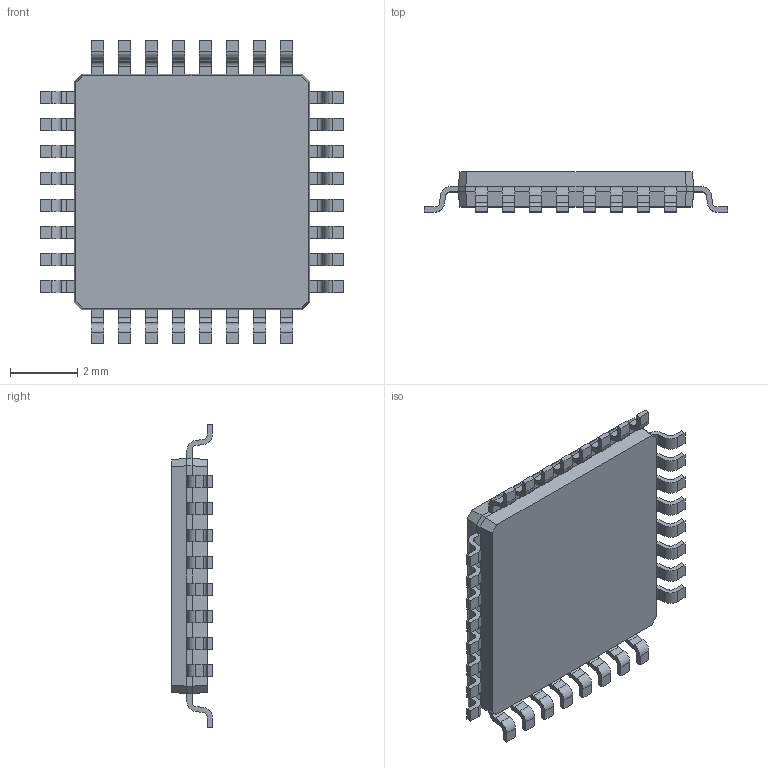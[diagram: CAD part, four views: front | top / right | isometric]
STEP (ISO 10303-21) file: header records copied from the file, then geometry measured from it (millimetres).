
FILE_DESCRIPTION (( 'STEP AP214' ), '1' );
FILE_NAME ('C32+3.STEP', '2020-12-01T08:52:47', ( '' ), ( '' ), 'SwSTEP 2.0', 'SolidWorks 2018', '' );
FILE_SCHEMA (( 'AUTOMOTIVE_DESIGN' ));
Length unit declared in the file: millimetre
Products named in the file (1): C32+3
Bounding box: 9 x 1.2 x 9 mm (x, y, z)
Volume: 53.2 mm3; surface area: 174.1 mm2
Topology: 33 solids, 33 shells, 474 faces, 1208 edges, 800 vertices
Faces by surface type: plane 346, cylinder 128
Entity records: 14562 total; most frequent: CARTESIAN_POINT 2483, ORIENTED_EDGE 2416, DIRECTION 2414, EDGE_CURVE 1208, LINE 952, VECTOR 952, VERTEX_POINT 800, AXIS2_PLACEMENT_3D 731
